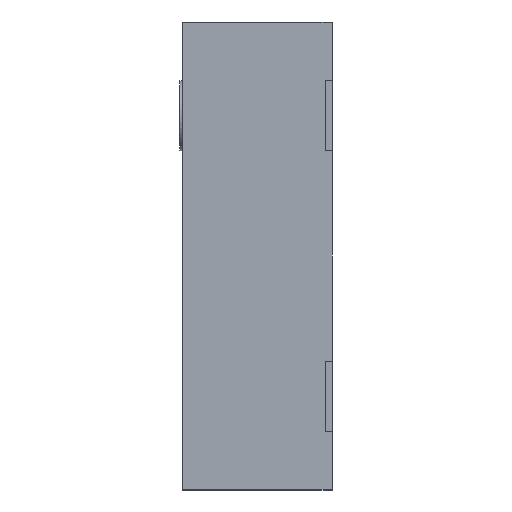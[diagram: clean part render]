
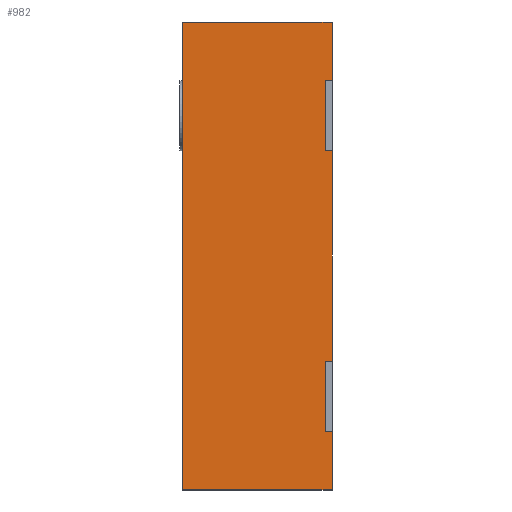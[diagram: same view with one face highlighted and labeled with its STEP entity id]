
A CAD part, left-side view. The second image highlights one B-rep face of the part: STEP entity #982.
In plain terms, the highlighted planar face has unit normal (-1, 0, 0).
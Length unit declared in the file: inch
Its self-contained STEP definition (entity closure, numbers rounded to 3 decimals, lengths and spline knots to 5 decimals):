
#1 = DIRECTION ( 'NONE',  ( 0., 0., 1. ) ) ;
#48 = VERTEX_POINT ( 'NONE', #2601 ) ;
#60 = CARTESIAN_POINT ( 'NONE',  ( -0.19685, 0.00591, 0.08858 ) ) ;
#111 = EDGE_CURVE ( 'NONE', #2515, #1742, #1455, .T. ) ;
#129 = CARTESIAN_POINT ( 'NONE',  ( -0.19685, 0.12598, -0.19685 ) ) ;
#162 = ORIENTED_EDGE ( 'NONE', *, *, #3905, .T. ) ;
#169 = CARTESIAN_POINT ( 'NONE',  ( -0.19685, 0.12598, 0.19685 ) ) ;
#174 = VERTEX_POINT ( 'NONE', #590 ) ;
#306 = DIRECTION ( 'NONE',  ( 0., 1., 0. ) ) ;
#431 = CARTESIAN_POINT ( 'NONE',  ( -0.19685, 0., 0.19685 ) ) ;
#450 = CARTESIAN_POINT ( 'NONE',  ( -0.19685, 0.12598, 0.14764 ) ) ;
#511 = VECTOR ( 'NONE', #2983, 39.37008 ) ;
#539 = VECTOR ( 'NONE', #2281, 39.37008 ) ;
#547 = CARTESIAN_POINT ( 'NONE',  ( -0.19685, 0.00591, -0.19685 ) ) ;
#590 = CARTESIAN_POINT ( 'NONE',  ( -0.19685, 0.12598, -0.19685 ) ) ;
#673 = CARTESIAN_POINT ( 'NONE',  ( -0.19685, 0., 0.08858 ) ) ;
#719 = VECTOR ( 'NONE', #3719, 39.37008 ) ;
#810 = VERTEX_POINT ( 'NONE', #3866 ) ;
#820 = LINE ( 'NONE', #547, #3497 ) ;
#823 = CARTESIAN_POINT ( 'NONE',  ( -0.19685, 0.12598, -0.19685 ) ) ;
#886 = VERTEX_POINT ( 'NONE', #1654 ) ;
#982 = ADVANCED_FACE ( 'NONE', ( #1044 ), #3541, .F. ) ;
#1009 = ORIENTED_EDGE ( 'NONE', *, *, #2813, .T. ) ;
#1014 = LINE ( 'NONE', #2006, #539 ) ;
#1044 = FACE_OUTER_BOUND ( 'NONE', #1895, .T. ) ;
#1097 = LINE ( 'NONE', #823, #3354 ) ;
#1098 = VERTEX_POINT ( 'NONE', #3536 ) ;
#1124 = VERTEX_POINT ( 'NONE', #2895 ) ;
#1129 = LINE ( 'NONE', #2097, #3775 ) ;
#1291 = CARTESIAN_POINT ( 'NONE',  ( -0.19685, 0.00591, -0.19685 ) ) ;
#1314 = LINE ( 'NONE', #1291, #2521 ) ;
#1385 = EDGE_CURVE ( 'NONE', #886, #1124, #2831, .T. ) ;
#1455 = LINE ( 'NONE', #3950, #2075 ) ;
#1519 = ORIENTED_EDGE ( 'NONE', *, *, #2196, .F. ) ;
#1572 = ORIENTED_EDGE ( 'NONE', *, *, #1620, .T. ) ;
#1620 = EDGE_CURVE ( 'NONE', #2077, #1098, #3292, .T. ) ;
#1637 = VECTOR ( 'NONE', #306, 39.37008 ) ;
#1654 = CARTESIAN_POINT ( 'NONE',  ( -0.19685, 0., -0.19685 ) ) ;
#1742 = VERTEX_POINT ( 'NONE', #673 ) ;
#1744 = EDGE_CURVE ( 'NONE', #1742, #1860, #2878, .T. ) ;
#1860 = VERTEX_POINT ( 'NONE', #60 ) ;
#1895 = EDGE_LOOP ( 'NONE', ( #2714, #1572, #1009, #4082, #1519, #2357, #3132, #162, #2718, #3959, #2381, #2187 ) ) ;
#1914 = VERTEX_POINT ( 'NONE', #431 ) ;
#1948 = AXIS2_PLACEMENT_3D ( 'NONE', #129, #3500, #3260 ) ;
#2006 = CARTESIAN_POINT ( 'NONE',  ( -0.19685, 0.12598, -0.14764 ) ) ;
#2075 = VECTOR ( 'NONE', #3380, 39.37008 ) ;
#2077 = VERTEX_POINT ( 'NONE', #2176 ) ;
#2097 = CARTESIAN_POINT ( 'NONE',  ( -0.19685, 0.12598, -0.19685 ) ) ;
#2157 = DIRECTION ( 'NONE',  ( 0., -1., 0. ) ) ;
#2176 = CARTESIAN_POINT ( 'NONE',  ( -0.19685, 0.00591, 0.14764 ) ) ;
#2187 = ORIENTED_EDGE ( 'NONE', *, *, #1744, .T. ) ;
#2196 = EDGE_CURVE ( 'NONE', #174, #2961, #1097, .T. ) ;
#2242 = CARTESIAN_POINT ( 'NONE',  ( -0.19685, 0.12598, 0.08858 ) ) ;
#2250 = EDGE_CURVE ( 'NONE', #810, #2515, #3367, .T. ) ;
#2264 = VECTOR ( 'NONE', #2157, 39.37008 ) ;
#2281 = DIRECTION ( 'NONE',  ( 0., 1., 0. ) ) ;
#2285 = VECTOR ( 'NONE', #1, 39.37008 ) ;
#2357 = ORIENTED_EDGE ( 'NONE', *, *, #3764, .T. ) ;
#2378 = CARTESIAN_POINT ( 'NONE',  ( -0.19685, 0., -0.19685 ) ) ;
#2381 = ORIENTED_EDGE ( 'NONE', *, *, #111, .T. ) ;
#2515 = VERTEX_POINT ( 'NONE', #3894 ) ;
#2521 = VECTOR ( 'NONE', #4068, 39.37008 ) ;
#2528 = CARTESIAN_POINT ( 'NONE',  ( -0.19685, 0., -0.19685 ) ) ;
#2601 = CARTESIAN_POINT ( 'NONE',  ( -0.19685, 0.00591, -0.14764 ) ) ;
#2714 = ORIENTED_EDGE ( 'NONE', *, *, #3577, .T. ) ;
#2718 = ORIENTED_EDGE ( 'NONE', *, *, #2912, .T. ) ;
#2802 = CARTESIAN_POINT ( 'NONE',  ( -0.19685, 0.12598, -0.08858 ) ) ;
#2813 = EDGE_CURVE ( 'NONE', #1098, #1914, #3587, .T. ) ;
#2831 = LINE ( 'NONE', #2528, #2285 ) ;
#2878 = LINE ( 'NONE', #2242, #1637 ) ;
#2895 = CARTESIAN_POINT ( 'NONE',  ( -0.19685, 0., -0.14764 ) ) ;
#2912 = EDGE_CURVE ( 'NONE', #48, #810, #820, .T. ) ;
#2961 = VERTEX_POINT ( 'NONE', #169 ) ;
#2983 = DIRECTION ( 'NONE',  ( 0., -1., 0. ) ) ;
#3040 = DIRECTION ( 'NONE',  ( 0., 0., 1. ) ) ;
#3132 = ORIENTED_EDGE ( 'NONE', *, *, #1385, .T. ) ;
#3201 = CARTESIAN_POINT ( 'NONE',  ( -0.19685, 0.12598, 0.19685 ) ) ;
#3260 = DIRECTION ( 'NONE',  ( 0., 0., -1. ) ) ;
#3292 = LINE ( 'NONE', #450, #511 ) ;
#3319 = DIRECTION ( 'NONE',  ( 0., -1., 0. ) ) ;
#3354 = VECTOR ( 'NONE', #3591, 39.37008 ) ;
#3367 = LINE ( 'NONE', #2802, #719 ) ;
#3380 = DIRECTION ( 'NONE',  ( 0., 0., 1. ) ) ;
#3497 = VECTOR ( 'NONE', #3040, 39.37008 ) ;
#3500 = DIRECTION ( 'NONE',  ( 1., 0., 0. ) ) ;
#3536 = CARTESIAN_POINT ( 'NONE',  ( -0.19685, 0., 0.14764 ) ) ;
#3541 = PLANE ( 'NONE',  #1948 ) ;
#3577 = EDGE_CURVE ( 'NONE', #1860, #2077, #1314, .T. ) ;
#3587 = LINE ( 'NONE', #2378, #3823 ) ;
#3591 = DIRECTION ( 'NONE',  ( 0., 0., 1. ) ) ;
#3719 = DIRECTION ( 'NONE',  ( 0., -1., 0. ) ) ;
#3764 = EDGE_CURVE ( 'NONE', #174, #886, #1129, .T. ) ;
#3775 = VECTOR ( 'NONE', #3319, 39.37008 ) ;
#3823 = VECTOR ( 'NONE', #3933, 39.37008 ) ;
#3848 = EDGE_CURVE ( 'NONE', #2961, #1914, #4073, .T. ) ;
#3866 = CARTESIAN_POINT ( 'NONE',  ( -0.19685, 0.00591, -0.08858 ) ) ;
#3894 = CARTESIAN_POINT ( 'NONE',  ( -0.19685, 0., -0.08858 ) ) ;
#3905 = EDGE_CURVE ( 'NONE', #1124, #48, #1014, .T. ) ;
#3933 = DIRECTION ( 'NONE',  ( 0., 0., 1. ) ) ;
#3950 = CARTESIAN_POINT ( 'NONE',  ( -0.19685, 0., -0.19685 ) ) ;
#3959 = ORIENTED_EDGE ( 'NONE', *, *, #2250, .T. ) ;
#4068 = DIRECTION ( 'NONE',  ( 0., 0., 1. ) ) ;
#4073 = LINE ( 'NONE', #3201, #2264 ) ;
#4082 = ORIENTED_EDGE ( 'NONE', *, *, #3848, .F. ) ;
